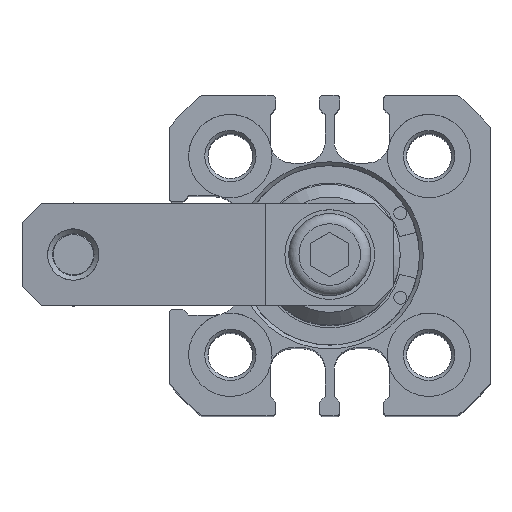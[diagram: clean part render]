
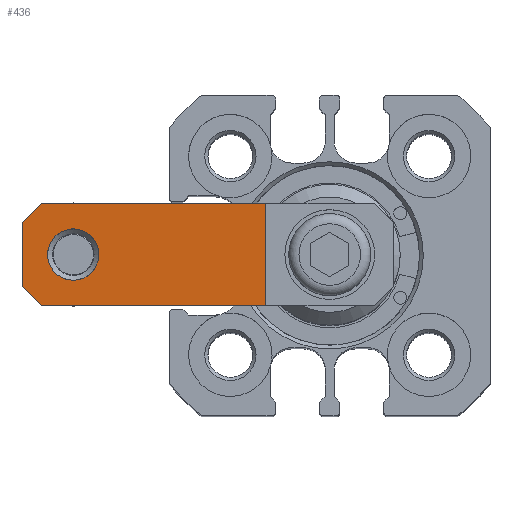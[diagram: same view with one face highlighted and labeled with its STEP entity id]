
A CAD part, top view. The second image highlights one B-rep face of the part: STEP entity #436.
In plain terms, the highlighted face is planar.
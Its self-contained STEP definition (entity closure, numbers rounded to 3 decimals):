
#436 = ADVANCED_FACE( '', ( #932, #933 ), #934, .F. );
#932 = FACE_BOUND( '', #1491, .T. );
#933 = FACE_OUTER_BOUND( '', #1492, .T. );
#934 = PLANE( '', #1493 );
#1491 = EDGE_LOOP( '', ( #3100 ) );
#1492 = EDGE_LOOP( '', ( #3101, #3102, #3103, #3104, #3105, #3106 ) );
#1493 = AXIS2_PLACEMENT_3D( '', #3107, #3108, #3109 );
#3100 = ORIENTED_EDGE( '', *, *, #3918, .F. );
#3101 = ORIENTED_EDGE( '', *, *, #3923, .F. );
#3102 = ORIENTED_EDGE( '', *, *, #3924, .F. );
#3103 = ORIENTED_EDGE( '', *, *, #3925, .T. );
#3104 = ORIENTED_EDGE( '', *, *, #3926, .T. );
#3105 = ORIENTED_EDGE( '', *, *, #3927, .F. );
#3106 = ORIENTED_EDGE( '', *, *, #3928, .F. );
#3107 = CARTESIAN_POINT( '', ( -8., 4., 5. ) );
#3108 = DIRECTION( '', ( 0.995, 0., -0.105 ) );
#3109 = DIRECTION( '', ( -0.105, 0., -0.995 ) );
#3918 = EDGE_CURVE( '', #4806, #4806, #4807, .F. );
#3923 = EDGE_CURVE( '', #4816, #4817, #4818, .T. );
#3924 = EDGE_CURVE( '', #4819, #4816, #4820, .T. );
#3925 = EDGE_CURVE( '', #4819, #4821, #4822, .T. );
#3926 = EDGE_CURVE( '', #4821, #4823, #4824, .T. );
#3927 = EDGE_CURVE( '', #4825, #4823, #4826, .T. );
#3928 = EDGE_CURVE( '', #4817, #4825, #4827, .T. );
#4806 = VERTEX_POINT( '', #6168 );
#4807 = ELLIPSE( '', #6169, 2.011, 2. );
#4816 = VERTEX_POINT( '', #6178 );
#4817 = VERTEX_POINT( '', #6179 );
#4818 = LINE( '', #6180, #6181 );
#4819 = VERTEX_POINT( '', #6182 );
#4820 = LINE( '', #6183, #6184 );
#4821 = VERTEX_POINT( '', #6185 );
#4822 = LINE( '', #6186, #6187 );
#4823 = VERTEX_POINT( '', #6188 );
#4824 = LINE( '', #6189, #6190 );
#4825 = VERTEX_POINT( '', #6191 );
#4826 = LINE( '', #6192, #6193 );
#4827 = LINE( '', #6194, #6195 );
#6168 = CARTESIAN_POINT( '', ( -6.632, 0., 18. ) );
#6169 = AXIS2_PLACEMENT_3D( '', #7176, #7177, #7178 );
#6178 = CARTESIAN_POINT( '', ( -6.158, 4., 22.5 ) );
#6179 = CARTESIAN_POINT( '', ( -6., 2.5, 24. ) );
#6180 = CARTESIAN_POINT( '', ( -7.084, 12.798, 13.702 ) );
#6181 = VECTOR( '', #7191, 1000. );
#6182 = CARTESIAN_POINT( '', ( -8., 4., 5. ) );
#6183 = CARTESIAN_POINT( '', ( -8., 4., 5. ) );
#6184 = VECTOR( '', #7192, 1000. );
#6185 = CARTESIAN_POINT( '', ( -8., -4., 5. ) );
#6186 = CARTESIAN_POINT( '', ( -8., 4., 5. ) );
#6187 = VECTOR( '', #7193, 1000. );
#6188 = CARTESIAN_POINT( '', ( -6.158, -4., 22.5 ) );
#6189 = CARTESIAN_POINT( '', ( -8., -4., 5. ) );
#6190 = VECTOR( '', #7194, 1000. );
#6191 = CARTESIAN_POINT( '', ( -6., -2.5, 24. ) );
#6192 = CARTESIAN_POINT( '', ( -6.665, -8.82, 17.68 ) );
#6193 = VECTOR( '', #7195, 1000. );
#6194 = CARTESIAN_POINT( '', ( -6., 4., 24. ) );
#6195 = VECTOR( '', #7196, 1000. );
#7176 = CARTESIAN_POINT( '', ( -6.421, 0., 20. ) );
#7177 = DIRECTION( '', ( 0.995, 0., -0.105 ) );
#7178 = DIRECTION( '', ( -0.105, 0., -0.995 ) );
#7191 = DIRECTION( '', ( 0.074, -0.705, 0.705 ) );
#7192 = DIRECTION( '', ( 0.105, 0., 0.995 ) );
#7193 = DIRECTION( '', ( 0., -1., 0. ) );
#7194 = DIRECTION( '', ( 0.105, 0., 0.995 ) );
#7195 = DIRECTION( '', ( -0.074, -0.705, -0.705 ) );
#7196 = DIRECTION( '', ( 0., -1., 0. ) );
